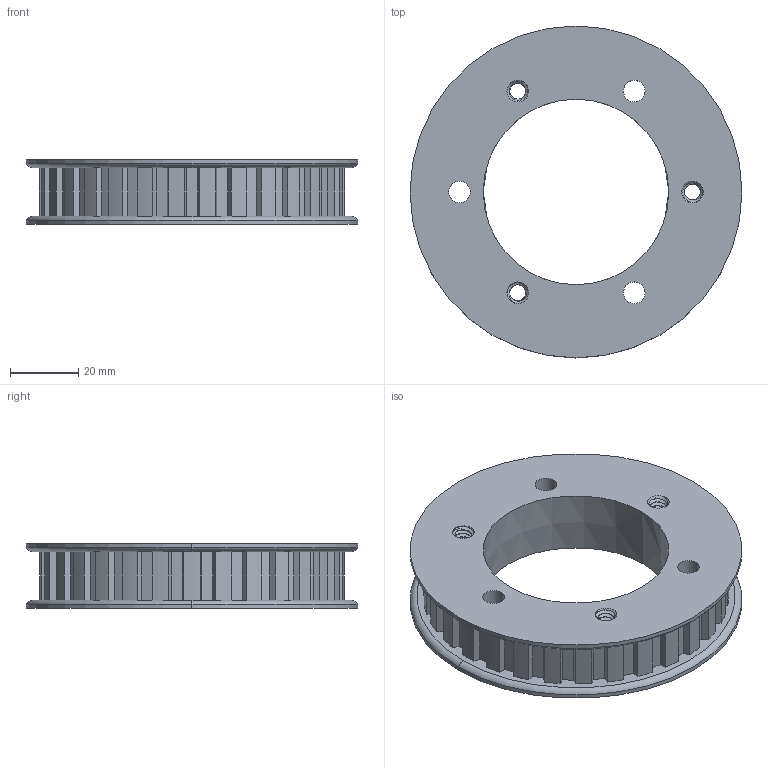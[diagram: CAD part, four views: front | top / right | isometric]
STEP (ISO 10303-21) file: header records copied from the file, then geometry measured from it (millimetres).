
FILE_DESCRIPTION (( 'STEP AP203' ), '1' );
FILE_NAME ('6495K217.step', '2016-09-09T17:27:22', ( 'Admin' ), ( 'McMaster-Carr Supply Co' ), 'SwSTEP 2.0', 'SolidWorks 2010', '' );
FILE_SCHEMA (( 'CONFIG_CONTROL_DESIGN' ));
Length unit declared in the file: inch
Products named in the file (1): 6495K217
Bounding box: 97.28 x 97.28 x 19.05 mm (x, y, z)
Volume: 73008.3 mm3; surface area: 24829 mm2
Topology: 1 solids, 1 shells, 264 faces, 764 edges, 504 vertices
Faces by surface type: cylinder 134, plane 94, cone 23, bspline 9, torus 4
Entity records: 16220 total; most frequent: CARTESIAN_POINT 9732, ORIENTED_EDGE 1528, DIRECTION 1166, EDGE_CURVE 764, VERTEX_POINT 504, LINE 418, VECTOR 418, AXIS2_PLACEMENT_3D 374
